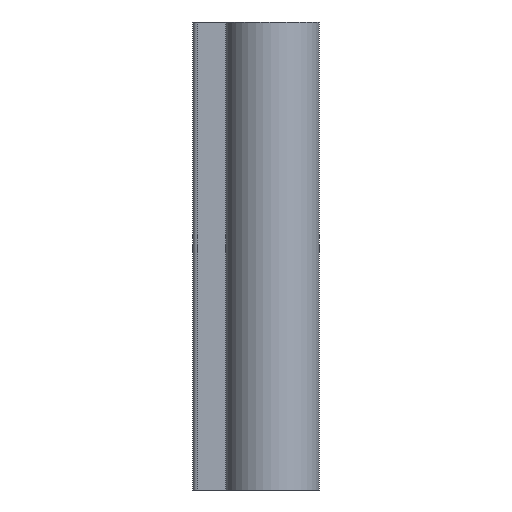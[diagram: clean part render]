
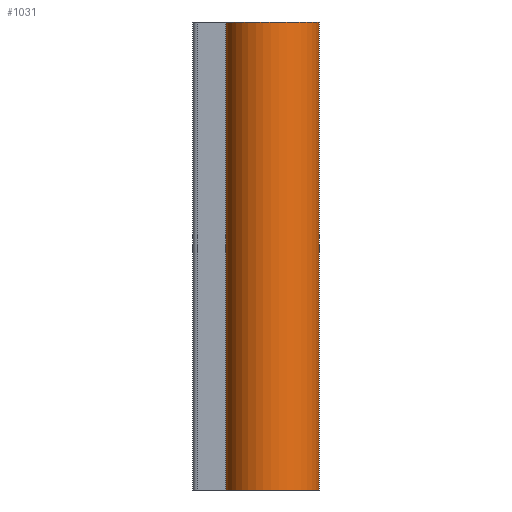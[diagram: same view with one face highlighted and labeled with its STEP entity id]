
A CAD part, front view. The second image highlights one B-rep face of the part: STEP entity #1031.
In plain terms, the highlighted cylindrical face has radius 10 mm (diameter 20 mm), a partial arc.
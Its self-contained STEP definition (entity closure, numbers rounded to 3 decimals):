
#17=CIRCLE('',#1087,10.);
#18=CIRCLE('',#1088,10.);
#37=CYLINDRICAL_SURFACE('',#1086,10.);
#53=FACE_OUTER_BOUND('',#106,.T.);
#106=EDGE_LOOP('',(#700,#701,#702,#703));
#173=LINE('',#1473,#306);
#174=LINE('',#1479,#307);
#306=VECTOR('',#1185,100.);
#307=VECTOR('',#1192,100.);
#433=VERTEX_POINT('',#1469);
#434=VERTEX_POINT('',#1471);
#435=VERTEX_POINT('',#1475);
#436=VERTEX_POINT('',#1477);
#541=EDGE_CURVE('',#434,#433,#173,.T.);
#542=EDGE_CURVE('',#433,#435,#17,.T.);
#543=EDGE_CURVE('',#436,#434,#18,.T.);
#544=EDGE_CURVE('',#436,#435,#174,.T.);
#700=ORIENTED_EDGE('',*,*,#542,.F.);
#701=ORIENTED_EDGE('',*,*,#541,.F.);
#702=ORIENTED_EDGE('',*,*,#543,.F.);
#703=ORIENTED_EDGE('',*,*,#544,.T.);
#1031=ADVANCED_FACE('',(#53),#37,.T.);
#1086=AXIS2_PLACEMENT_3D('',#1474,#1186,#1187);
#1087=AXIS2_PLACEMENT_3D('',#1476,#1188,#1189);
#1088=AXIS2_PLACEMENT_3D('',#1478,#1190,#1191);
#1185=DIRECTION('',(0.,0.,1.));
#1186=DIRECTION('center_axis',(0.,0.,1.));
#1187=DIRECTION('ref_axis',(-1.,0.,0.));
#1188=DIRECTION('center_axis',(0.,0.,1.));
#1189=DIRECTION('ref_axis',(-1.,0.,0.));
#1190=DIRECTION('center_axis',(0.,0.,-1.));
#1191=DIRECTION('ref_axis',(-1.,0.,0.));
#1192=DIRECTION('',(0.,0.,1.));
#1469=CARTESIAN_POINT('',(-10.,0.,100.));
#1471=CARTESIAN_POINT('',(-10.,0.,0.));
#1473=CARTESIAN_POINT('',(-10.,0.,0.));
#1474=CARTESIAN_POINT('Origin',(0.,0.,
0.));
#1475=CARTESIAN_POINT('',(9.927,1.207,100.));
#1476=CARTESIAN_POINT('Origin',(0.,0.,
100.));
#1477=CARTESIAN_POINT('',(9.927,1.207,0.));
#1478=CARTESIAN_POINT('Origin',(0.,0.,
0.));
#1479=CARTESIAN_POINT('',(9.927,1.207,0.));
